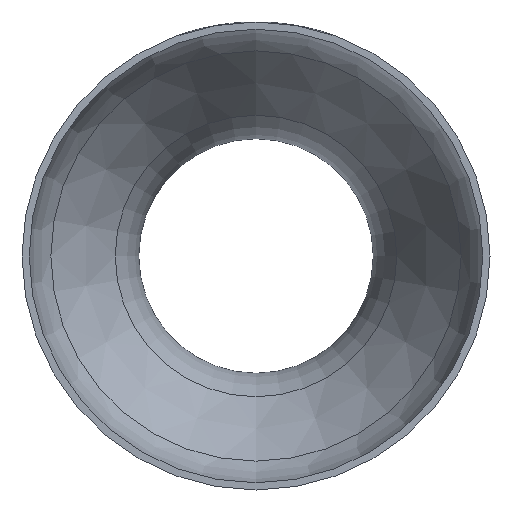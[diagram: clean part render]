
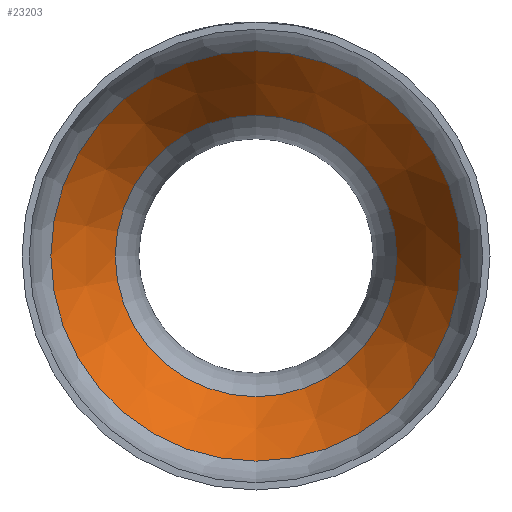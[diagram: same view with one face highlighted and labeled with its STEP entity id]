
A CAD part, front view. The second image highlights one B-rep face of the part: STEP entity #23203.
In plain terms, the highlighted conical face has half-angle 30.196 degrees and reference radius 73.761 mm.
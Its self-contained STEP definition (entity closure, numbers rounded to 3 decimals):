
#1781 = EDGE_CURVE ( 'NONE', #18954, #18954, #6681, .T. ) ;
#5154 = DIRECTION ( 'NONE',  ( 0., -1., 0. ) ) ;
#5733 = DIRECTION ( 'NONE',  ( 0., 0., -1. ) ) ;
#5959 = CARTESIAN_POINT ( 'NONE',  ( 0., 88.666, 0. ) ) ;
#6183 = FACE_BOUND ( 'NONE', #22844, .T. ) ;
#6681 = CIRCLE ( 'NONE', #18300, 50.603 ) ;
#6705 = ORIENTED_EDGE ( 'NONE', *, *, #1781, .F. ) ;
#7790 = DIRECTION ( 'NONE',  ( 0., -1., 0. ) ) ;
#10798 = DIRECTION ( 'NONE',  ( 0., 0., -1. ) ) ;
#11012 = VERTEX_POINT ( 'NONE', #16017 ) ;
#12467 = DIRECTION ( 'NONE',  ( 0., 0., -1. ) ) ;
#13565 = CONICAL_SURFACE ( 'NONE', #19464, 73.761, 0.527 ) ;
#15571 = EDGE_LOOP ( 'NONE', ( #15810 ) ) ;
#15810 = ORIENTED_EDGE ( 'NONE', *, *, #19938, .T. ) ;
#15922 = CARTESIAN_POINT ( 'NONE',  ( 0., 48.87, 0. ) ) ;
#16003 = DIRECTION ( 'NONE',  ( 0., -1., 0. ) ) ;
#16017 = CARTESIAN_POINT ( 'NONE',  ( 0., 48.87, -73.761 ) ) ;
#16064 = CARTESIAN_POINT ( 'NONE',  ( 0., 48.87, 0. ) ) ;
#18300 = AXIS2_PLACEMENT_3D ( 'NONE', #5959, #7790, #5733 ) ;
#18954 = VERTEX_POINT ( 'NONE', #22760 ) ;
#19464 = AXIS2_PLACEMENT_3D ( 'NONE', #16064, #5154, #10798 ) ;
#19569 = FACE_OUTER_BOUND ( 'NONE', #15571, .T. ) ;
#19938 = EDGE_CURVE ( 'NONE', #11012, #11012, #21375, .T. ) ;
#21375 = CIRCLE ( 'NONE', #21429, 73.761 ) ;
#21429 = AXIS2_PLACEMENT_3D ( 'NONE', #15922, #16003, #12467 ) ;
#22760 = CARTESIAN_POINT ( 'NONE',  ( 0., 88.666, -50.603 ) ) ;
#22844 = EDGE_LOOP ( 'NONE', ( #6705 ) ) ;
#23203 = ADVANCED_FACE ( 'NONE', ( #6183, #19569 ), #13565, .F. ) ;
